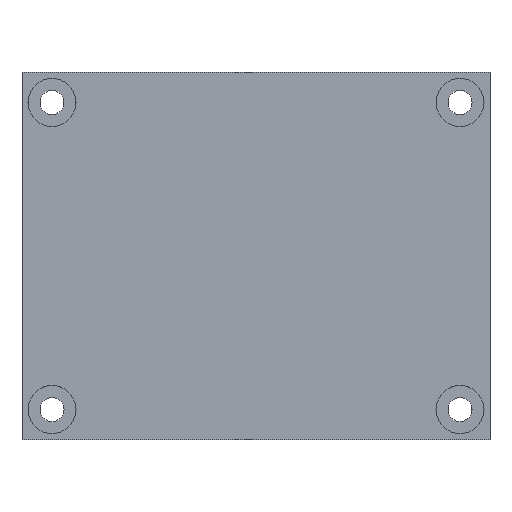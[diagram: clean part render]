
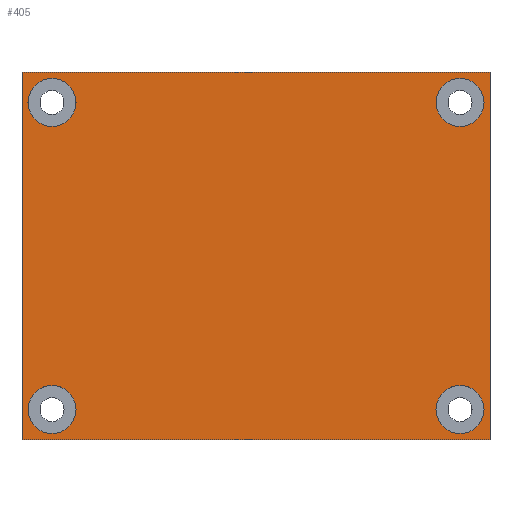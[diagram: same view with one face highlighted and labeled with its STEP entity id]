
A CAD part, top view. The second image highlights one B-rep face of the part: STEP entity #405.
In plain terms, the highlighted planar face has unit normal (0, 0, 1).
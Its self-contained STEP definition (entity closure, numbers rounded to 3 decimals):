
#5 = CARTESIAN_POINT ( 'NONE',  ( 4.5, 28.09, 0. ) ) ;
#25 = CARTESIAN_POINT ( 'NONE',  ( 0., 0., 0. ) ) ;
#26 = AXIS2_PLACEMENT_3D ( 'NONE', #372, #761, #378 ) ;
#33 = DIRECTION ( 'NONE',  ( 1., 0., 0. ) ) ;
#36 = ORIENTED_EDGE ( 'NONE', *, *, #408, .F. ) ;
#40 = CARTESIAN_POINT ( 'NONE',  ( 0.5, 28.09, 0. ) ) ;
#48 = EDGE_CURVE ( 'NONE', #410, #623, #232, .T. ) ;
#56 = VERTEX_POINT ( 'NONE', #775 ) ;
#61 = AXIS2_PLACEMENT_3D ( 'NONE', #719, #77, #139 ) ;
#66 = DIRECTION ( 'NONE',  ( 0., 0., 1. ) ) ;
#69 = ORIENTED_EDGE ( 'NONE', *, *, #439, .T. ) ;
#72 = EDGE_CURVE ( 'NONE', #705, #560, #251, .T. ) ;
#77 = DIRECTION ( 'NONE',  ( 0., 0., 1. ) ) ;
#85 = DIRECTION ( 'NONE',  ( 1., 0., 0. ) ) ;
#99 = FACE_BOUND ( 'NONE', #790, .T. ) ;
#100 = CIRCLE ( 'NONE', #230, 2. ) ;
#102 = CIRCLE ( 'NONE', #356, 2. ) ;
#114 = EDGE_CURVE ( 'NONE', #715, #399, #375, .T. ) ;
#117 = CARTESIAN_POINT ( 'NONE',  ( 39., 30.59, 0. ) ) ;
#128 = EDGE_CURVE ( 'NONE', #239, #516, #597, .T. ) ;
#136 = EDGE_CURVE ( 'NONE', #56, #507, #102, .T. ) ;
#139 = DIRECTION ( 'NONE',  ( 1., 0., 0. ) ) ;
#143 = CARTESIAN_POINT ( 'NONE',  ( 0., 0., 0. ) ) ;
#144 = AXIS2_PLACEMENT_3D ( 'NONE', #723, #269, #782 ) ;
#147 = EDGE_LOOP ( 'NONE', ( #175, #244 ) ) ;
#172 = VECTOR ( 'NONE', #755, 1000. ) ;
#173 = DIRECTION ( 'NONE',  ( 1., 0., 0. ) ) ;
#175 = ORIENTED_EDGE ( 'NONE', *, *, #766, .F. ) ;
#206 = EDGE_LOOP ( 'NONE', ( #697, #727 ) ) ;
#210 = DIRECTION ( 'NONE',  ( 1., 0., 0. ) ) ;
#216 = ORIENTED_EDGE ( 'NONE', *, *, #72, .F. ) ;
#230 = AXIS2_PLACEMENT_3D ( 'NONE', #614, #541, #173 ) ;
#232 = LINE ( 'NONE', #780, #506 ) ;
#239 = VERTEX_POINT ( 'NONE', #40 ) ;
#244 = ORIENTED_EDGE ( 'NONE', *, *, #136, .F. ) ;
#248 = EDGE_CURVE ( 'NONE', #516, #239, #355, .T. ) ;
#251 = CIRCLE ( 'NONE', #61, 2. ) ;
#262 = CARTESIAN_POINT ( 'NONE',  ( 36.5, 28.09, 0. ) ) ;
#264 = AXIS2_PLACEMENT_3D ( 'NONE', #296, #66, #376 ) ;
#269 = DIRECTION ( 'NONE',  ( 0., 0., 1. ) ) ;
#278 = DIRECTION ( 'NONE',  ( 0., 0., 1. ) ) ;
#291 = CARTESIAN_POINT ( 'NONE',  ( 39., 0., 0. ) ) ;
#296 = CARTESIAN_POINT ( 'NONE',  ( 0., 0., 0. ) ) ;
#312 = CIRCLE ( 'NONE', #144, 2. ) ;
#316 = LINE ( 'NONE', #291, #813 ) ;
#321 = EDGE_CURVE ( 'NONE', #399, #410, #316, .T. ) ;
#326 = VERTEX_POINT ( 'NONE', #676 ) ;
#332 = FACE_BOUND ( 'NONE', #440, .T. ) ;
#333 = DIRECTION ( 'NONE',  ( -1., 0., 0. ) ) ;
#340 = CARTESIAN_POINT ( 'NONE',  ( 2.5, 2.5, 0. ) ) ;
#355 = CIRCLE ( 'NONE', #504, 2. ) ;
#356 = AXIS2_PLACEMENT_3D ( 'NONE', #340, #278, #797 ) ;
#370 = ORIENTED_EDGE ( 'NONE', *, *, #128, .F. ) ;
#372 = CARTESIAN_POINT ( 'NONE',  ( 36.5, 2.5, 0. ) ) ;
#375 = LINE ( 'NONE', #143, #783 ) ;
#376 = DIRECTION ( 'NONE',  ( 1., 0., 0. ) ) ;
#378 = DIRECTION ( 'NONE',  ( 1., 0., 0. ) ) ;
#386 = ORIENTED_EDGE ( 'NONE', *, *, #48, .T. ) ;
#388 = ORIENTED_EDGE ( 'NONE', *, *, #248, .F. ) ;
#389 = AXIS2_PLACEMENT_3D ( 'NONE', #262, #529, #464 ) ;
#391 = FACE_BOUND ( 'NONE', #147, .T. ) ;
#399 = VERTEX_POINT ( 'NONE', #618 ) ;
#405 = ADVANCED_FACE ( 'NONE', ( #332, #99, #391, #624, #698 ), #548, .T. ) ;
#408 = EDGE_CURVE ( 'NONE', #560, #705, #709, .T. ) ;
#410 = VERTEX_POINT ( 'NONE', #117 ) ;
#413 = CARTESIAN_POINT ( 'NONE',  ( 2.5, 28.09, 0. ) ) ;
#420 = AXIS2_PLACEMENT_3D ( 'NONE', #591, #656, #210 ) ;
#429 = CIRCLE ( 'NONE', #389, 2. ) ;
#439 = EDGE_CURVE ( 'NONE', #623, #715, #451, .T. ) ;
#440 = EDGE_LOOP ( 'NONE', ( #388, #370 ) ) ;
#451 = LINE ( 'NONE', #568, #172 ) ;
#464 = DIRECTION ( 'NONE',  ( 1., 0., 0. ) ) ;
#496 = CARTESIAN_POINT ( 'NONE',  ( 4.5, 2.5, 0. ) ) ;
#504 = AXIS2_PLACEMENT_3D ( 'NONE', #413, #667, #33 ) ;
#506 = VECTOR ( 'NONE', #333, 1000. ) ;
#507 = VERTEX_POINT ( 'NONE', #496 ) ;
#512 = CARTESIAN_POINT ( 'NONE',  ( 38.5, 2.5, 0. ) ) ;
#516 = VERTEX_POINT ( 'NONE', #5 ) ;
#517 = VERTEX_POINT ( 'NONE', #684 ) ;
#529 = DIRECTION ( 'NONE',  ( 0., 0., 1. ) ) ;
#541 = DIRECTION ( 'NONE',  ( 0., 0., 1. ) ) ;
#548 = PLANE ( 'NONE',  #264 ) ;
#560 = VERTEX_POINT ( 'NONE', #512 ) ;
#568 = CARTESIAN_POINT ( 'NONE',  ( 0., 30.59, 0. ) ) ;
#591 = CARTESIAN_POINT ( 'NONE',  ( 2.5, 28.09, 0. ) ) ;
#592 = CARTESIAN_POINT ( 'NONE',  ( 34.5, 2.5, 0. ) ) ;
#597 = CIRCLE ( 'NONE', #420, 2. ) ;
#614 = CARTESIAN_POINT ( 'NONE',  ( 2.5, 2.5, 0. ) ) ;
#615 = DIRECTION ( 'NONE',  ( 0., 1., 0. ) ) ;
#618 = CARTESIAN_POINT ( 'NONE',  ( 39., 0., 0. ) ) ;
#623 = VERTEX_POINT ( 'NONE', #641 ) ;
#624 = FACE_BOUND ( 'NONE', #206, .T. ) ;
#641 = CARTESIAN_POINT ( 'NONE',  ( 0., 30.59, 0. ) ) ;
#654 = EDGE_CURVE ( 'NONE', #326, #517, #312, .T. ) ;
#656 = DIRECTION ( 'NONE',  ( 0., 0., 1. ) ) ;
#667 = DIRECTION ( 'NONE',  ( 0., 0., 1. ) ) ;
#669 = ORIENTED_EDGE ( 'NONE', *, *, #321, .T. ) ;
#675 = ORIENTED_EDGE ( 'NONE', *, *, #114, .T. ) ;
#676 = CARTESIAN_POINT ( 'NONE',  ( 38.5, 28.09, 0. ) ) ;
#678 = EDGE_CURVE ( 'NONE', #517, #326, #429, .T. ) ;
#683 = EDGE_LOOP ( 'NONE', ( #669, #386, #69, #675 ) ) ;
#684 = CARTESIAN_POINT ( 'NONE',  ( 34.5, 28.09, 0. ) ) ;
#697 = ORIENTED_EDGE ( 'NONE', *, *, #654, .F. ) ;
#698 = FACE_OUTER_BOUND ( 'NONE', #683, .T. ) ;
#705 = VERTEX_POINT ( 'NONE', #592 ) ;
#709 = CIRCLE ( 'NONE', #26, 2. ) ;
#715 = VERTEX_POINT ( 'NONE', #25 ) ;
#719 = CARTESIAN_POINT ( 'NONE',  ( 36.5, 2.5, 0. ) ) ;
#723 = CARTESIAN_POINT ( 'NONE',  ( 36.5, 28.09, 0. ) ) ;
#727 = ORIENTED_EDGE ( 'NONE', *, *, #678, .F. ) ;
#755 = DIRECTION ( 'NONE',  ( 0., -1., 0. ) ) ;
#761 = DIRECTION ( 'NONE',  ( 0., 0., 1. ) ) ;
#766 = EDGE_CURVE ( 'NONE', #507, #56, #100, .T. ) ;
#775 = CARTESIAN_POINT ( 'NONE',  ( 0.5, 2.5, 0. ) ) ;
#780 = CARTESIAN_POINT ( 'NONE',  ( 39., 30.59, 0. ) ) ;
#782 = DIRECTION ( 'NONE',  ( 1., 0., 0. ) ) ;
#783 = VECTOR ( 'NONE', #85, 1000. ) ;
#790 = EDGE_LOOP ( 'NONE', ( #36, #216 ) ) ;
#797 = DIRECTION ( 'NONE',  ( 1., 0., 0. ) ) ;
#813 = VECTOR ( 'NONE', #615, 1000. ) ;
